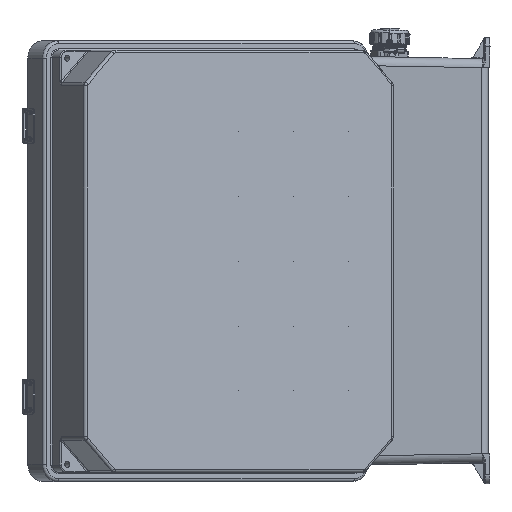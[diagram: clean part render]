
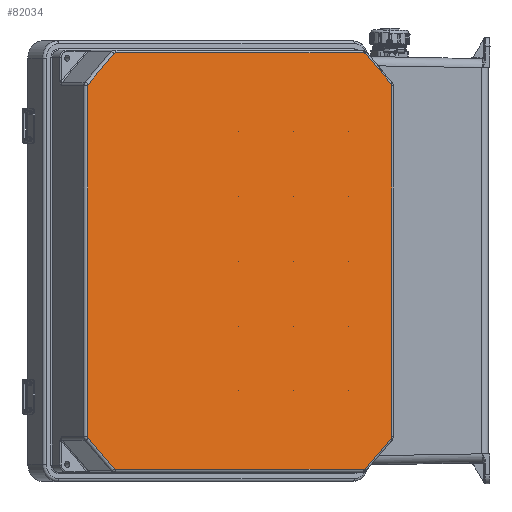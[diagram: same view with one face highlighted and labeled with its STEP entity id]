
A CAD part, left-side view. The second image highlights one B-rep face of the part: STEP entity #82034.
In plain terms, the highlighted face is planar.
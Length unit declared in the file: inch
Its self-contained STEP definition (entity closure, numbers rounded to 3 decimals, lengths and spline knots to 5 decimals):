
#1816 = LINE ( 'NONE', #27707, #15230 ) ;
#3313 = CARTESIAN_POINT ( 'NONE',  ( 5.09763, 3.24803, -14.8937 ) ) ;
#5102 = CARTESIAN_POINT ( 'NONE',  ( 5.1533, 3.24803, -14.87064 ) ) ;
#5306 = CARTESIAN_POINT ( 'NONE',  ( 6.23622, 3.24803, -7.65748 ) ) ;
#6822 = DIRECTION ( 'NONE',  ( 0., 0., 1. ) ) ;
#9358 = EDGE_CURVE ( 'NONE', #15432, #69192, #11367, .T. ) ;
#9887 = EDGE_CURVE ( 'NONE', #76333, #21241, #44845, .T. ) ;
#10107 = CIRCLE ( 'NONE', #70582, 0.07874 ) ;
#11367 = LINE ( 'NONE', #5306, #31454 ) ;
#11453 = EDGE_LOOP ( 'NONE', ( #57328, #84809, #43428, #25067, #22923, #65713, #21976, #12259, #40592, #72211, #75698, #35105, #38726, #21123, #17129, #49018 ) ) ;
#12121 = DIRECTION ( 'NONE',  ( 0., -1., 0. ) ) ;
#12259 = ORIENTED_EDGE ( 'NONE', *, *, #42251, .T. ) ;
#12459 = AXIS2_PLACEMENT_3D ( 'NONE', #78818, #12121, #72379 ) ;
#12564 = DIRECTION ( 'NONE',  ( 0., 1., 0. ) ) ;
#14412 = EDGE_CURVE ( 'NONE', #57891, #65276, #72157, .T. ) ;
#14547 = DIRECTION ( 'NONE',  ( 0., 1., 0. ) ) ;
#14591 = VERTEX_POINT ( 'NONE', #67862 ) ;
#15230 = VECTOR ( 'NONE', #28131, 39.37008 ) ;
#15432 = VERTEX_POINT ( 'NONE', #56415 ) ;
#15579 = VERTEX_POINT ( 'NONE', #24942 ) ;
#16647 = CARTESIAN_POINT ( 'NONE',  ( -6.23622, 3.24803, -1.55985 ) ) ;
#17065 = VECTOR ( 'NONE', #71155, 39.37008 ) ;
#17129 = ORIENTED_EDGE ( 'NONE', *, *, #80988, .T. ) ;
#17446 = VERTEX_POINT ( 'NONE', #3313 ) ;
#18733 = AXIS2_PLACEMENT_3D ( 'NONE', #18865, #25336, #50767 ) ;
#18865 = CARTESIAN_POINT ( 'NONE',  ( -6.15748, 3.24803, -13.75511 ) ) ;
#19557 = AXIS2_PLACEMENT_3D ( 'NONE', #34581, #47920, #60875 ) ;
#20240 = VERTEX_POINT ( 'NONE', #31742 ) ;
#21123 = ORIENTED_EDGE ( 'NONE', *, *, #74403, .T. ) ;
#21161 = CARTESIAN_POINT ( 'NONE',  ( 5.09763, 3.24803, -0.5 ) ) ;
#21241 = VERTEX_POINT ( 'NONE', #37084 ) ;
#21472 = CIRCLE ( 'NONE', #69520, 0.07874 ) ;
#21976 = ORIENTED_EDGE ( 'NONE', *, *, #40426, .T. ) ;
#22327 = CIRCLE ( 'NONE', #19557, 0.07874 ) ;
#22923 = ORIENTED_EDGE ( 'NONE', *, *, #25703, .F. ) ;
#24942 = CARTESIAN_POINT ( 'NONE',  ( -6.21316, 3.24803, -13.81078 ) ) ;
#25067 = ORIENTED_EDGE ( 'NONE', *, *, #85121, .F. ) ;
#25336 = DIRECTION ( 'NONE',  ( 0., 1., 0. ) ) ;
#25703 = EDGE_CURVE ( 'NONE', #17446, #49286, #37516, .T. ) ;
#26490 = LINE ( 'NONE', #44168, #31371 ) ;
#26594 = AXIS2_PLACEMENT_3D ( 'NONE', #68618, #35901, #38418 ) ;
#27363 = VERTEX_POINT ( 'NONE', #71043 ) ;
#27707 = CARTESIAN_POINT ( 'NONE',  ( 6.21316, 3.24803, -13.81078 ) ) ;
#28039 = DIRECTION ( 'NONE',  ( 1., 0., 0. ) ) ;
#28131 = DIRECTION ( 'NONE',  ( 0.707, 0., 0.707 ) ) ;
#28451 = LINE ( 'NONE', #35755, #83244 ) ;
#29040 = DIRECTION ( 'NONE',  ( -0.707, 0., -0.707 ) ) ;
#31371 = VECTOR ( 'NONE', #70426, 39.37008 ) ;
#31454 = VECTOR ( 'NONE', #57051, 39.37008 ) ;
#31742 = CARTESIAN_POINT ( 'NONE',  ( -5.09763, 3.24803, -14.8937 ) ) ;
#32079 = DIRECTION ( 'NONE',  ( 0., -1., 0. ) ) ;
#34514 = EDGE_CURVE ( 'NONE', #65276, #15432, #55016, .T. ) ;
#34581 = CARTESIAN_POINT ( 'NONE',  ( -5.09763, 3.24803, -14.81496 ) ) ;
#35105 = ORIENTED_EDGE ( 'NONE', *, *, #43063, .F. ) ;
#35755 = CARTESIAN_POINT ( 'NONE',  ( 5.09763, 3.24803, -14.8937 ) ) ;
#35901 = DIRECTION ( 'NONE',  ( 0., -1., 0. ) ) ;
#36055 = CARTESIAN_POINT ( 'NONE',  ( 6.15748, 3.24803, -1.55985 ) ) ;
#37084 = CARTESIAN_POINT ( 'NONE',  ( -6.23622, 3.24803, -13.75511 ) ) ;
#37516 = CIRCLE ( 'NONE', #26594, 0.07874 ) ;
#37967 = CIRCLE ( 'NONE', #18733, 0.07874 ) ;
#38108 = AXIS2_PLACEMENT_3D ( 'NONE', #84735, #84315, #6822 ) ;
#38418 = DIRECTION ( 'NONE',  ( 0., 0., -1. ) ) ;
#38726 = ORIENTED_EDGE ( 'NONE', *, *, #52414, .F. ) ;
#38845 = DIRECTION ( 'NONE',  ( 0., 0., 1. ) ) ;
#38924 = CARTESIAN_POINT ( 'NONE',  ( 6.21316, 3.24803, -13.81078 ) ) ;
#39314 = LINE ( 'NONE', #64305, #17065 ) ;
#40426 = EDGE_CURVE ( 'NONE', #20240, #63759, #22327, .T. ) ;
#40592 = ORIENTED_EDGE ( 'NONE', *, *, #44082, .T. ) ;
#41980 = VECTOR ( 'NONE', #64455, 39.37008 ) ;
#42251 = EDGE_CURVE ( 'NONE', #63759, #15579, #39314, .T. ) ;
#43063 = EDGE_CURVE ( 'NONE', #76914, #27363, #61378, .T. ) ;
#43428 = ORIENTED_EDGE ( 'NONE', *, *, #77098, .F. ) ;
#44082 = EDGE_CURVE ( 'NONE', #15579, #21241, #37967, .T. ) ;
#44168 = CARTESIAN_POINT ( 'NONE',  ( 5.09763, 3.24803, -0.42126 ) ) ;
#44845 = LINE ( 'NONE', #71089, #85082 ) ;
#45495 = CARTESIAN_POINT ( 'NONE',  ( 6.21316, 3.24803, -1.50418 ) ) ;
#47920 = DIRECTION ( 'NONE',  ( 0., 1., 0. ) ) ;
#49018 = ORIENTED_EDGE ( 'NONE', *, *, #14412, .T. ) ;
#49056 = VERTEX_POINT ( 'NONE', #61635 ) ;
#49286 = VERTEX_POINT ( 'NONE', #5102 ) ;
#50041 = DIRECTION ( 'NONE',  ( 0., 0., -1. ) ) ;
#50216 = VECTOR ( 'NONE', #29040, 39.37008 ) ;
#50767 = DIRECTION ( 'NONE',  ( 0., 0., -1. ) ) ;
#52043 = CIRCLE ( 'NONE', #82188, 0.07874 ) ;
#52414 = EDGE_CURVE ( 'NONE', #14591, #76914, #53743, .T. ) ;
#53187 = CARTESIAN_POINT ( 'NONE',  ( -6.15748, 3.24803, -1.55985 ) ) ;
#53743 = CIRCLE ( 'NONE', #12459, 0.07874 ) ;
#55016 = CIRCLE ( 'NONE', #82381, 0.07874 ) ;
#56236 = EDGE_CURVE ( 'NONE', #27363, #76333, #10107, .T. ) ;
#56415 = CARTESIAN_POINT ( 'NONE',  ( 6.23622, 3.24803, -1.55985 ) ) ;
#56643 = CARTESIAN_POINT ( 'NONE',  ( -5.1533, 3.24803, -14.87064 ) ) ;
#57051 = DIRECTION ( 'NONE',  ( 0., 0., -1. ) ) ;
#57328 = ORIENTED_EDGE ( 'NONE', *, *, #34514, .T. ) ;
#57891 = VERTEX_POINT ( 'NONE', #83500 ) ;
#58383 = DIRECTION ( 'NONE',  ( 0., 0., 1. ) ) ;
#60875 = DIRECTION ( 'NONE',  ( 0., 0., -1. ) ) ;
#61378 = LINE ( 'NONE', #68236, #50216 ) ;
#61635 = CARTESIAN_POINT ( 'NONE',  ( 5.09763, 3.24803, -0.42126 ) ) ;
#62054 = CARTESIAN_POINT ( 'NONE',  ( 6.23622, 3.24803, -13.75511 ) ) ;
#62340 = DIRECTION ( 'NONE',  ( 0., 0., 1. ) ) ;
#63759 = VERTEX_POINT ( 'NONE', #56643 ) ;
#64305 = CARTESIAN_POINT ( 'NONE',  ( -6.21316, 3.24803, -13.81078 ) ) ;
#64455 = DIRECTION ( 'NONE',  ( 0.707, 0., -0.707 ) ) ;
#64501 = CARTESIAN_POINT ( 'NONE',  ( 6.15748, 3.24803, -13.75511 ) ) ;
#65017 = PLANE ( 'NONE',  #38108 ) ;
#65276 = VERTEX_POINT ( 'NONE', #85073 ) ;
#65713 = ORIENTED_EDGE ( 'NONE', *, *, #81065, .F. ) ;
#67862 = CARTESIAN_POINT ( 'NONE',  ( -5.09763, 3.24803, -0.42126 ) ) ;
#68236 = CARTESIAN_POINT ( 'NONE',  ( -6.21316, 3.24803, -1.50418 ) ) ;
#68618 = CARTESIAN_POINT ( 'NONE',  ( 5.09763, 3.24803, -14.81496 ) ) ;
#69192 = VERTEX_POINT ( 'NONE', #62054 ) ;
#69520 = AXIS2_PLACEMENT_3D ( 'NONE', #21161, #12564, #38845 ) ;
#70426 = DIRECTION ( 'NONE',  ( 1., 0., 0. ) ) ;
#70582 = AXIS2_PLACEMENT_3D ( 'NONE', #53187, #32079, #58383 ) ;
#71043 = CARTESIAN_POINT ( 'NONE',  ( -6.21316, 3.24803, -1.50418 ) ) ;
#71089 = CARTESIAN_POINT ( 'NONE',  ( -6.23622, 3.24803, -7.65748 ) ) ;
#71155 = DIRECTION ( 'NONE',  ( -0.707, 0., 0.707 ) ) ;
#71346 = DIRECTION ( 'NONE',  ( 0., -1., 0. ) ) ;
#72157 = LINE ( 'NONE', #45495, #41980 ) ;
#72211 = ORIENTED_EDGE ( 'NONE', *, *, #9887, .F. ) ;
#72379 = DIRECTION ( 'NONE',  ( 0., 0., 1. ) ) ;
#72676 = VERTEX_POINT ( 'NONE', #38924 ) ;
#72785 = CARTESIAN_POINT ( 'NONE',  ( -5.1533, 3.24803, -0.44432 ) ) ;
#74403 = EDGE_CURVE ( 'NONE', #14591, #49056, #26490, .T. ) ;
#75698 = ORIENTED_EDGE ( 'NONE', *, *, #56236, .F. ) ;
#76333 = VERTEX_POINT ( 'NONE', #16647 ) ;
#76914 = VERTEX_POINT ( 'NONE', #72785 ) ;
#77098 = EDGE_CURVE ( 'NONE', #72676, #69192, #52043, .T. ) ;
#77847 = FACE_OUTER_BOUND ( 'NONE', #11453, .T. ) ;
#78818 = CARTESIAN_POINT ( 'NONE',  ( -5.09763, 3.24803, -0.5 ) ) ;
#80988 = EDGE_CURVE ( 'NONE', #49056, #57891, #21472, .T. ) ;
#81065 = EDGE_CURVE ( 'NONE', #20240, #17446, #28451, .T. ) ;
#82034 = ADVANCED_FACE ( 'NONE', ( #77847 ), #65017, .T. ) ;
#82188 = AXIS2_PLACEMENT_3D ( 'NONE', #64501, #71346, #85099 ) ;
#82381 = AXIS2_PLACEMENT_3D ( 'NONE', #36055, #14547, #62340 ) ;
#83244 = VECTOR ( 'NONE', #28039, 39.37008 ) ;
#83500 = CARTESIAN_POINT ( 'NONE',  ( 5.1533, 3.24803, -0.44432 ) ) ;
#84315 = DIRECTION ( 'NONE',  ( 0., 1., 0. ) ) ;
#84735 = CARTESIAN_POINT ( 'NONE',  ( 0., 3.24803, -0.32283 ) ) ;
#84809 = ORIENTED_EDGE ( 'NONE', *, *, #9358, .T. ) ;
#85073 = CARTESIAN_POINT ( 'NONE',  ( 6.21316, 3.24803, -1.50418 ) ) ;
#85082 = VECTOR ( 'NONE', #50041, 39.37008 ) ;
#85099 = DIRECTION ( 'NONE',  ( 0., 0., -1. ) ) ;
#85121 = EDGE_CURVE ( 'NONE', #49286, #72676, #1816, .T. ) ;
